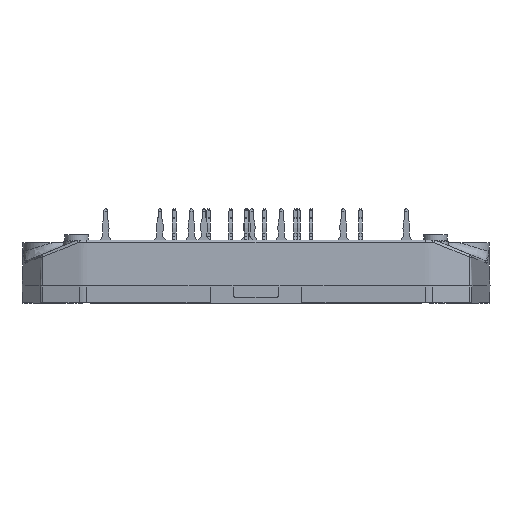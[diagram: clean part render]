
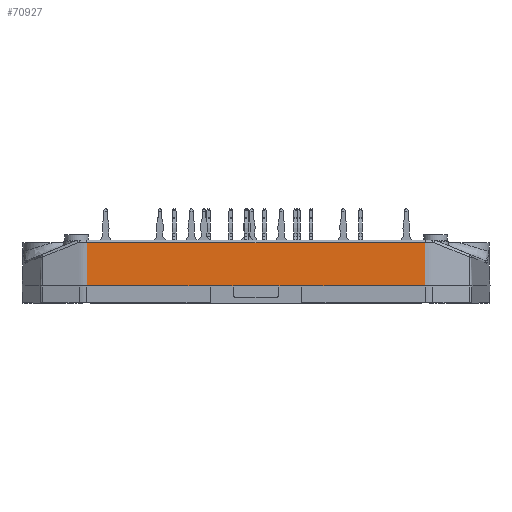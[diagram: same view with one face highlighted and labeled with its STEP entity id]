
A CAD part, front view. The second image highlights one B-rep face of the part: STEP entity #70927.
In plain terms, the highlighted planar face has unit normal (0, -1, 0.026).
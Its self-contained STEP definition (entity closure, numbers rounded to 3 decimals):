
#9380=ORIENTED_EDGE('',*,*,#22986,.F.);
#9381=ORIENTED_EDGE('',*,*,#22987,.T.);
#9382=ORIENTED_EDGE('',*,*,#22703,.F.);
#9383=ORIENTED_EDGE('',*,*,#22988,.F.);
#9384=ORIENTED_EDGE('',*,*,#22989,.T.);
#9385=ORIENTED_EDGE('',*,*,#22990,.T.);
#9386=ORIENTED_EDGE('',*,*,#22973,.T.);
#9387=ORIENTED_EDGE('',*,*,#22991,.F.);
#9388=ORIENTED_EDGE('',*,*,#22967,.F.);
#9389=ORIENTED_EDGE('',*,*,#22690,.F.);
#22690=EDGE_CURVE('',#29684,#29685,#34101,.T.);
#22703=EDGE_CURVE('',#29694,#29695,#34109,.T.);
#22967=EDGE_CURVE('',#29685,#29854,#34243,.T.);
#22973=EDGE_CURVE('',#29860,#29859,#34247,.T.);
#22986=EDGE_CURVE('',#29871,#29684,#34255,.T.);
#22987=EDGE_CURVE('',#29871,#29695,#34256,.F.);
#22988=EDGE_CURVE('',#29872,#29694,#34257,.F.);
#22989=EDGE_CURVE('',#29872,#29873,#34258,.T.);
#22990=EDGE_CURVE('',#29873,#29860,#34259,.T.);
#22991=EDGE_CURVE('',#29854,#29859,#34260,.T.);
#29684=VERTEX_POINT('',#99657);
#29685=VERTEX_POINT('',#99659);
#29694=VERTEX_POINT('',#99692);
#29695=VERTEX_POINT('',#99693);
#29854=VERTEX_POINT('',#100767);
#29859=VERTEX_POINT('',#100777);
#29860=VERTEX_POINT('',#100779);
#29871=VERTEX_POINT('',#100888);
#29872=VERTEX_POINT('',#100891);
#29873=VERTEX_POINT('',#100893);
#34101=LINE('',#99658,#38543);
#34109=LINE('',#99691,#38551);
#34243=LINE('',#100766,#38685);
#34247=LINE('',#100778,#38689);
#34255=LINE('',#100887,#38697);
#34256=LINE('',#100889,#38698);
#34257=LINE('',#100890,#38699);
#34258=LINE('',#100892,#38700);
#34259=LINE('',#100894,#38701);
#34260=LINE('',#100895,#38702);
#38543=VECTOR('',#82328,1000.);
#38551=VECTOR('',#82352,1000.);
#38685=VECTOR('',#82814,1000.);
#38689=VECTOR('',#82822,1000.);
#38697=VECTOR('',#82834,1000.);
#38698=VECTOR('',#82835,1000.);
#38699=VECTOR('',#82836,1000.);
#38700=VECTOR('',#82837,1000.);
#38701=VECTOR('',#82838,1000.);
#38702=VECTOR('',#82839,1000.);
#43075=EDGE_LOOP('',(#9380,#9381,#9382,#9383,#9384,#9385,#9386,#9387,#9388,
#9389));
#46187=FACE_BOUND('',#43075,.T.);
#48604=PLANE('',#74816);
#70927=ADVANCED_FACE('',(#46187),#48604,.T.);
#74816=AXIS2_PLACEMENT_3D('',#100886,#82832,#82833);
#82328=DIRECTION('',(-1.,0.,0.));
#82352=DIRECTION('',(1.,0.,0.));
#82814=DIRECTION('',(-1.,0.,0.));
#82822=DIRECTION('',(1.,0.,0.));
#82832=DIRECTION('',(0.,-1.,0.026));
#82833=DIRECTION('',(0.,0.026,1.));
#82834=DIRECTION('',(-1.,0.,0.));
#82835=DIRECTION('',(0.006,-0.026,-1.));
#82836=DIRECTION('',(-0.006,-0.026,-1.));
#82837=DIRECTION('',(1.,0.,0.));
#82838=DIRECTION('',(1.,0.,0.));
#82839=DIRECTION('',(-1.,0.,0.));
#99657=CARTESIAN_POINT('',(29.513,-30.776,2.02));
#99658=CARTESIAN_POINT('',(17.961,-30.776,2.02));
#99659=CARTESIAN_POINT('',(8.,-30.776,2.02));
#99691=CARTESIAN_POINT('',(27.533,-30.58,9.533));
#99692=CARTESIAN_POINT('',(-29.469,-30.58,9.533));
#99693=CARTESIAN_POINT('',(29.469,-30.58,9.533));
#100766=CARTESIAN_POINT('',(17.961,-30.776,2.02));
#100767=CARTESIAN_POINT('',(4.,-30.776,2.02));
#100777=CARTESIAN_POINT('',(-4.,-30.776,2.02));
#100778=CARTESIAN_POINT('',(-17.961,-30.776,2.02));
#100779=CARTESIAN_POINT('',(-8.,-30.776,2.02));
#100886=CARTESIAN_POINT('',(17.961,-30.776,2.02));
#100887=CARTESIAN_POINT('',(17.961,-30.776,2.02));
#100888=CARTESIAN_POINT('',(29.513,-30.776,2.02));
#100889=CARTESIAN_POINT('',(29.512,-30.775,2.087));
#100890=CARTESIAN_POINT('',(-29.512,-30.775,2.087));
#100891=CARTESIAN_POINT('',(-29.513,-30.776,2.02));
#100892=CARTESIAN_POINT('',(-17.961,-30.776,2.02));
#100893=CARTESIAN_POINT('',(-29.513,-30.776,2.02));
#100894=CARTESIAN_POINT('',(-17.961,-30.776,2.02));
#100895=CARTESIAN_POINT('',(-17.961,-30.776,2.02));
